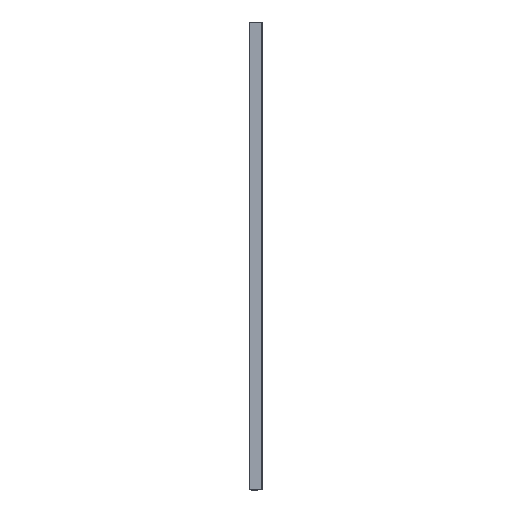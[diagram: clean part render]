
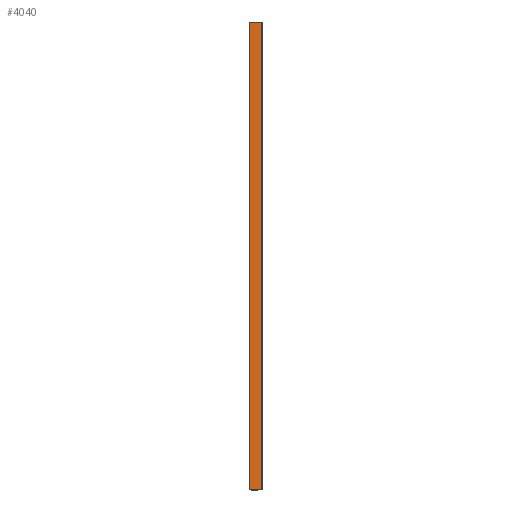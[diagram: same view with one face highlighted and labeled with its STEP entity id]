
A CAD part, front view. The second image highlights one B-rep face of the part: STEP entity #4040.
In plain terms, the highlighted planar face has unit normal (0, -1, 0).
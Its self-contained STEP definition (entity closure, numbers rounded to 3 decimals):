
#417 = ORIENTED_EDGE ( 'NONE', *, *, #6355, .T. ) ;
#518 = EDGE_CURVE ( 'NONE', #6461, #4269, #4064, .T. ) ;
#857 = VECTOR ( 'NONE', #6675, 1000. ) ;
#886 = DIRECTION ( 'NONE',  ( 0., 0., -1. ) ) ;
#1338 = VECTOR ( 'NONE', #5974, 1000. ) ;
#1411 = VECTOR ( 'NONE', #3708, 1000. ) ;
#1471 = FACE_OUTER_BOUND ( 'NONE', #4851, .T. ) ;
#1479 = CARTESIAN_POINT ( 'NONE',  ( 24.2, -40., -900. ) ) ;
#1592 = LINE ( 'NONE', #1666, #1338 ) ;
#1666 = CARTESIAN_POINT ( 'NONE',  ( 0.5, -40., 0. ) ) ;
#2596 = LINE ( 'NONE', #4915, #1411 ) ;
#2646 = VECTOR ( 'NONE', #7163, 1000. ) ;
#2968 = CARTESIAN_POINT ( 'NONE',  ( 24.2, -40., -900. ) ) ;
#2980 = CARTESIAN_POINT ( 'NONE',  ( 0.5, -40., -900. ) ) ;
#3222 = VERTEX_POINT ( 'NONE', #4557 ) ;
#3296 = AXIS2_PLACEMENT_3D ( 'NONE', #6998, #5774, #886 ) ;
#3466 = VERTEX_POINT ( 'NONE', #1479 ) ;
#3707 = EDGE_CURVE ( 'NONE', #4269, #3222, #1592, .T. ) ;
#3708 = DIRECTION ( 'NONE',  ( 1., 0., 0. ) ) ;
#3751 = EDGE_CURVE ( 'NONE', #3466, #3222, #4126, .T. ) ;
#4040 = ADVANCED_FACE ( 'NONE', ( #1471 ), #5817, .T. ) ;
#4064 = LINE ( 'NONE', #2980, #857 ) ;
#4126 = LINE ( 'NONE', #2968, #2646 ) ;
#4269 = VERTEX_POINT ( 'NONE', #6197 ) ;
#4557 = CARTESIAN_POINT ( 'NONE',  ( 24.2, -40., 0. ) ) ;
#4590 = ORIENTED_EDGE ( 'NONE', *, *, #3707, .F. ) ;
#4851 = EDGE_LOOP ( 'NONE', ( #4590, #5980, #417, #7594 ) ) ;
#4915 = CARTESIAN_POINT ( 'NONE',  ( 0.5, -40., -900. ) ) ;
#5774 = DIRECTION ( 'NONE',  ( 0., -1., 0. ) ) ;
#5817 = PLANE ( 'NONE',  #3296 ) ;
#5974 = DIRECTION ( 'NONE',  ( 1., 0., 0. ) ) ;
#5980 = ORIENTED_EDGE ( 'NONE', *, *, #518, .F. ) ;
#6138 = CARTESIAN_POINT ( 'NONE',  ( 0.5, -40., -900. ) ) ;
#6197 = CARTESIAN_POINT ( 'NONE',  ( 0.5, -40., 0. ) ) ;
#6355 = EDGE_CURVE ( 'NONE', #6461, #3466, #2596, .T. ) ;
#6461 = VERTEX_POINT ( 'NONE', #6138 ) ;
#6675 = DIRECTION ( 'NONE',  ( 0., 0., 1. ) ) ;
#6998 = CARTESIAN_POINT ( 'NONE',  ( 0.5, -40., -900. ) ) ;
#7163 = DIRECTION ( 'NONE',  ( 0., 0., 1. ) ) ;
#7594 = ORIENTED_EDGE ( 'NONE', *, *, #3751, .T. ) ;
